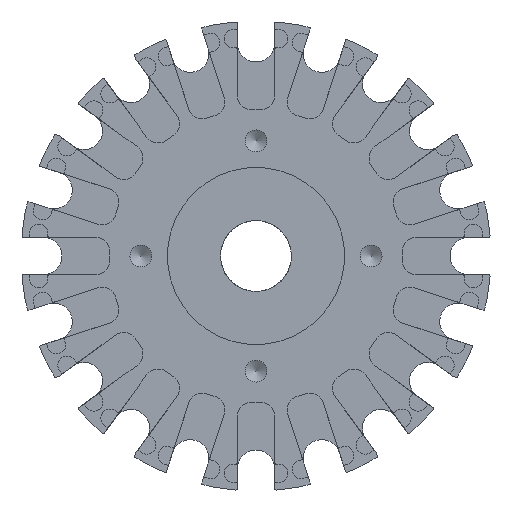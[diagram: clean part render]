
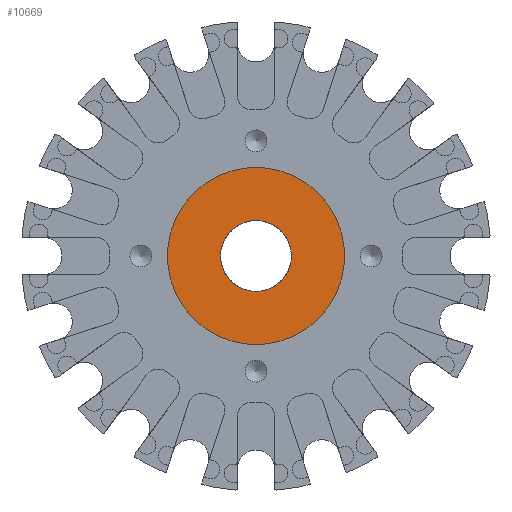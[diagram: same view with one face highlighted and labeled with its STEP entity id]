
A CAD part, front view. The second image highlights one B-rep face of the part: STEP entity #10669.
In plain terms, the highlighted planar face has unit normal (0, -1, 0).
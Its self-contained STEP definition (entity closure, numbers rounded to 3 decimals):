
#119=FACE_BOUND('',#951,.T.);
#130=PLANE('',#11253);
#382=FACE_OUTER_BOUND('',#950,.T.);
#950=EDGE_LOOP('',(#6997));
#951=EDGE_LOOP('',(#6998,#6999));
#3587=CIRCLE('',#11252,10.);
#3588=CIRCLE('',#11254,4.);
#3589=CIRCLE('',#11255,4.);
#4169=VERTEX_POINT('',#15735);
#4170=VERTEX_POINT('',#15739);
#4171=VERTEX_POINT('',#15740);
#5304=EDGE_CURVE('',#4169,#4169,#3587,.T.);
#5305=EDGE_CURVE('',#4170,#4171,#3588,.T.);
#5306=EDGE_CURVE('',#4171,#4170,#3589,.T.);
#6997=ORIENTED_EDGE('',*,*,#5304,.F.);
#6998=ORIENTED_EDGE('',*,*,#5305,.F.);
#6999=ORIENTED_EDGE('',*,*,#5306,.F.);
#10669=ADVANCED_FACE('',(#382,#119),#130,.F.);
#11252=AXIS2_PLACEMENT_3D('',#15737,#12407,#12408);
#11253=AXIS2_PLACEMENT_3D('',#15738,#12409,#12410);
#11254=AXIS2_PLACEMENT_3D('',#15741,#12411,#12412);
#11255=AXIS2_PLACEMENT_3D('',#15742,#12413,#12414);
#12407=DIRECTION('center_axis',(0.,1.,0.));
#12408=DIRECTION('ref_axis',(-0.707,0.,0.707));
#12409=DIRECTION('center_axis',(0.,1.,0.));
#12410=DIRECTION('ref_axis',(0.,0.,1.));
#12411=DIRECTION('center_axis',(0.,-1.,0.));
#12412=DIRECTION('ref_axis',(1.,0.,0.));
#12413=DIRECTION('center_axis',(0.,-1.,0.));
#12414=DIRECTION('ref_axis',(1.,0.,0.));
#15735=CARTESIAN_POINT('',(7.071,3.5,-7.071));
#15737=CARTESIAN_POINT('Origin',(0.,3.5,0.));
#15738=CARTESIAN_POINT('Origin',(0.,3.5,0.));
#15739=CARTESIAN_POINT('',(2.828,3.5,-2.828));
#15740=CARTESIAN_POINT('',(-4.,3.5,0.));
#15741=CARTESIAN_POINT('Origin',(0.,3.5,0.));
#15742=CARTESIAN_POINT('Origin',(0.,3.5,0.));
